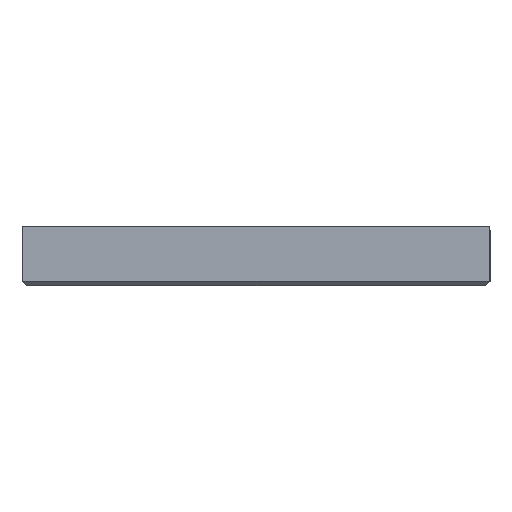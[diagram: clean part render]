
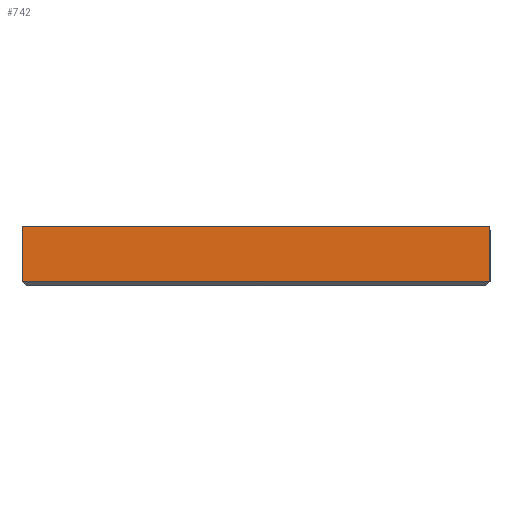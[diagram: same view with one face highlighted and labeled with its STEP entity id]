
A CAD part, left-side view. The second image highlights one B-rep face of the part: STEP entity #742.
In plain terms, the highlighted planar face has unit normal (-1, 0, 0).
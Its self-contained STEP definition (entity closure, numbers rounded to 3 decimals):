
#90 = VERTEX_POINT('',#91);
#91 = CARTESIAN_POINT('',(-51.25,-1.284,5.));
#97 = EDGE_CURVE('',#98,#90,#100,.T.);
#98 = VERTEX_POINT('',#99);
#99 = CARTESIAN_POINT('',(-51.25,-1.284,0.4));
#100 = LINE('',#101,#102);
#101 = CARTESIAN_POINT('',(-51.25,-1.284,0.));
#102 = VECTOR('',#103,1.);
#103 = DIRECTION('',(0.,0.,1.));
#698 = EDGE_CURVE('',#90,#699,#701,.T.);
#699 = VERTEX_POINT('',#700);
#700 = CARTESIAN_POINT('',(-51.25,37.731,5.));
#701 = LINE('',#702,#703);
#702 = CARTESIAN_POINT('',(-51.25,-1.284,5.));
#703 = VECTOR('',#704,1.);
#704 = DIRECTION('',(0.,1.,0.));
#742 = ADVANCED_FACE('',(#743),#761,.T.);
#743 = FACE_BOUND('',#744,.T.);
#744 = EDGE_LOOP('',(#745,#746,#747,#755));
#745 = ORIENTED_EDGE('',*,*,#97,.T.);
#746 = ORIENTED_EDGE('',*,*,#698,.T.);
#747 = ORIENTED_EDGE('',*,*,#748,.F.);
#748 = EDGE_CURVE('',#749,#699,#751,.T.);
#749 = VERTEX_POINT('',#750);
#750 = CARTESIAN_POINT('',(-51.25,37.731,0.4));
#751 = LINE('',#752,#753);
#752 = CARTESIAN_POINT('',(-51.25,37.731,0.));
#753 = VECTOR('',#754,1.);
#754 = DIRECTION('',(0.,0.,1.));
#755 = ORIENTED_EDGE('',*,*,#756,.F.);
#756 = EDGE_CURVE('',#98,#749,#757,.T.);
#757 = LINE('',#758,#759);
#758 = CARTESIAN_POINT('',(-51.25,-1.284,0.4));
#759 = VECTOR('',#760,1.);
#760 = DIRECTION('',(0.,1.,0.));
#761 = PLANE('',#762);
#762 = AXIS2_PLACEMENT_3D('',#763,#764,#765);
#763 = CARTESIAN_POINT('',(-51.25,-1.284,0.));
#764 = DIRECTION('',(-1.,0.,0.));
#765 = DIRECTION('',(0.,1.,0.));
